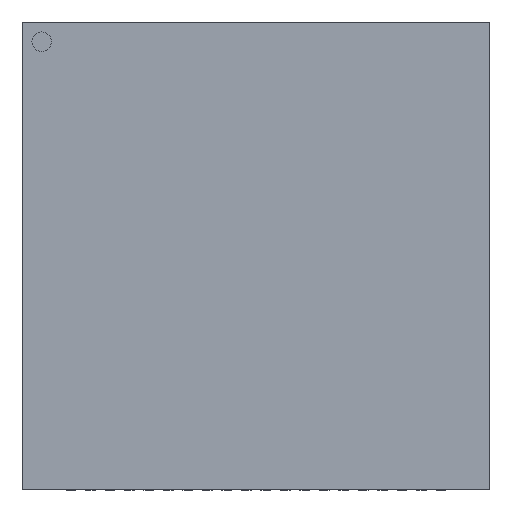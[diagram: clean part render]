
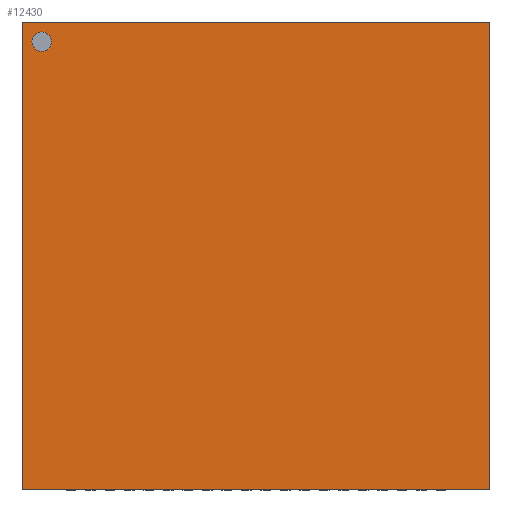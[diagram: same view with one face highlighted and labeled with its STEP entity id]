
A CAD part, top view. The second image highlights one B-rep face of the part: STEP entity #12430.
In plain terms, the highlighted planar face has unit normal (0, 0, 1).
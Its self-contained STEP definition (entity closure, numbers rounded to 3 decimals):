
#35 = EDGE_LOOP ( 'NONE', ( #14596, #19463 ) ) ;
#752 = VERTEX_POINT ( 'NONE', #15212 ) ;
#1807 = VERTEX_POINT ( 'NONE', #3633 ) ;
#2431 = DIRECTION ( 'NONE',  ( 0., 0., -1. ) ) ;
#2804 = CARTESIAN_POINT ( 'NONE',  ( -6., 6., 0.9 ) ) ;
#3149 = DIRECTION ( 'NONE',  ( 0., 0., 1. ) ) ;
#3337 = EDGE_CURVE ( 'NONE', #1807, #17833, #9004, .T. ) ;
#3348 = DIRECTION ( 'NONE',  ( 0., -1., 0. ) ) ;
#3365 = EDGE_CURVE ( 'NONE', #13477, #752, #6161, .T. ) ;
#3633 = CARTESIAN_POINT ( 'NONE',  ( -6., -6., 0.9 ) ) ;
#4373 = CARTESIAN_POINT ( 'NONE',  ( -5.5, 5.5, 0.9 ) ) ;
#4629 = VECTOR ( 'NONE', #11430, 1000. ) ;
#5126 = CIRCLE ( 'NONE', #18478, 0.25 ) ;
#6161 = CIRCLE ( 'NONE', #9087, 0.25 ) ;
#6231 = CARTESIAN_POINT ( 'NONE',  ( 0., 0., 0.9 ) ) ;
#6862 = ORIENTED_EDGE ( 'NONE', *, *, #3337, .T. ) ;
#6957 = CARTESIAN_POINT ( 'NONE',  ( 6., -6., 0.9 ) ) ;
#7214 = EDGE_CURVE ( 'NONE', #17833, #18758, #16011, .T. ) ;
#7658 = FACE_OUTER_BOUND ( 'NONE', #7683, .T. ) ;
#7683 = EDGE_LOOP ( 'NONE', ( #10193, #6862, #19481, #8946 ) ) ;
#7927 = AXIS2_PLACEMENT_3D ( 'NONE', #6231, #3149, #11515 ) ;
#7954 = DIRECTION ( 'NONE',  ( -1., 0., 0. ) ) ;
#8695 = EDGE_CURVE ( 'NONE', #18758, #19594, #20192, .T. ) ;
#8946 = ORIENTED_EDGE ( 'NONE', *, *, #8695, .T. ) ;
#8955 = DIRECTION ( 'NONE',  ( 1., 0., 0. ) ) ;
#9004 = LINE ( 'NONE', #13700, #19829 ) ;
#9087 = AXIS2_PLACEMENT_3D ( 'NONE', #18678, #15509, #15214 ) ;
#9477 = CARTESIAN_POINT ( 'NONE',  ( 0., 6., 0.9 ) ) ;
#10193 = ORIENTED_EDGE ( 'NONE', *, *, #16294, .T. ) ;
#10423 = CARTESIAN_POINT ( 'NONE',  ( -6., 0., 0.9 ) ) ;
#10526 = VECTOR ( 'NONE', #7954, 1000. ) ;
#11430 = DIRECTION ( 'NONE',  ( 0., 1., 0. ) ) ;
#11515 = DIRECTION ( 'NONE',  ( 1., 0., 0. ) ) ;
#11731 = CARTESIAN_POINT ( 'NONE',  ( 6., 6., 0.9 ) ) ;
#12159 = LINE ( 'NONE', #10423, #17879 ) ;
#12430 = ADVANCED_FACE ( 'NONE', ( #7658, #18736 ), #20190, .T. ) ;
#13477 = VERTEX_POINT ( 'NONE', #16184 ) ;
#13601 = DIRECTION ( 'NONE',  ( 1., 0., 0. ) ) ;
#13700 = CARTESIAN_POINT ( 'NONE',  ( 0., -6., 0.9 ) ) ;
#14596 = ORIENTED_EDGE ( 'NONE', *, *, #19161, .T. ) ;
#15212 = CARTESIAN_POINT ( 'NONE',  ( -5.25, 5.5, 0.9 ) ) ;
#15214 = DIRECTION ( 'NONE',  ( 1., 0., 0. ) ) ;
#15509 = DIRECTION ( 'NONE',  ( 0., 0., -1. ) ) ;
#16011 = LINE ( 'NONE', #16325, #4629 ) ;
#16184 = CARTESIAN_POINT ( 'NONE',  ( -5.75, 5.5, 0.9 ) ) ;
#16294 = EDGE_CURVE ( 'NONE', #19594, #1807, #12159, .T. ) ;
#16325 = CARTESIAN_POINT ( 'NONE',  ( 6., 0., 0.9 ) ) ;
#17833 = VERTEX_POINT ( 'NONE', #6957 ) ;
#17879 = VECTOR ( 'NONE', #3348, 1000. ) ;
#18478 = AXIS2_PLACEMENT_3D ( 'NONE', #4373, #2431, #8955 ) ;
#18678 = CARTESIAN_POINT ( 'NONE',  ( -5.5, 5.5, 0.9 ) ) ;
#18736 = FACE_BOUND ( 'NONE', #35, .T. ) ;
#18758 = VERTEX_POINT ( 'NONE', #11731 ) ;
#19161 = EDGE_CURVE ( 'NONE', #752, #13477, #5126, .T. ) ;
#19463 = ORIENTED_EDGE ( 'NONE', *, *, #3365, .T. ) ;
#19481 = ORIENTED_EDGE ( 'NONE', *, *, #7214, .T. ) ;
#19594 = VERTEX_POINT ( 'NONE', #2804 ) ;
#19829 = VECTOR ( 'NONE', #13601, 1000. ) ;
#20190 = PLANE ( 'NONE',  #7927 ) ;
#20192 = LINE ( 'NONE', #9477, #10526 ) ;
